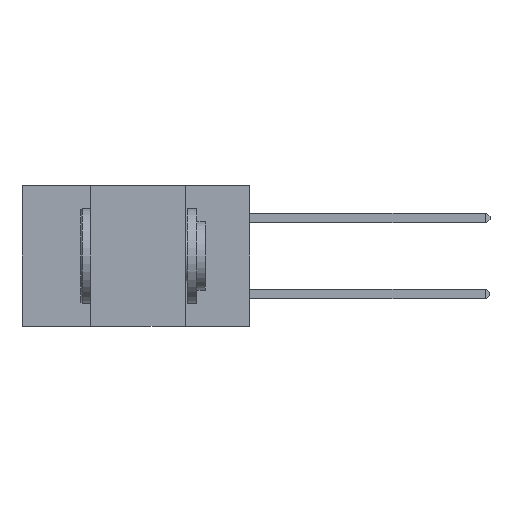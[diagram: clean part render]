
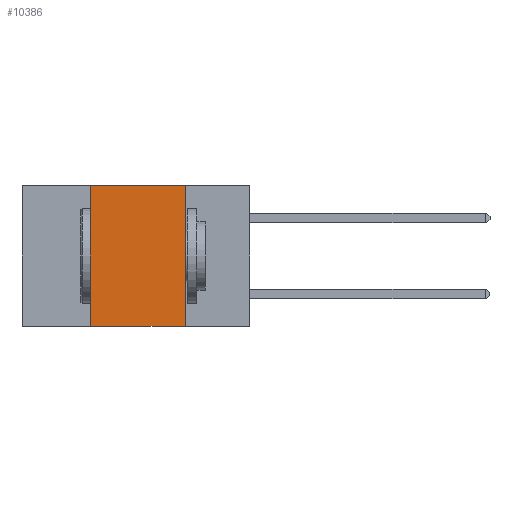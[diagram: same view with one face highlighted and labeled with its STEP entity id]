
A CAD part, left-side view. The second image highlights one B-rep face of the part: STEP entity #10386.
In plain terms, the highlighted planar face has unit normal (-1, 0, 0).
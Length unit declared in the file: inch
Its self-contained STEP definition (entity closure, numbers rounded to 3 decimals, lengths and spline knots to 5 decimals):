
#1221 = EDGE_CURVE ( 'NONE', #2644, #14824, #6523, .T. ) ;
#1339 = VERTEX_POINT ( 'NONE', #10073 ) ;
#2069 = EDGE_CURVE ( 'NONE', #2644, #1339, #8777, .T. ) ;
#2644 = VERTEX_POINT ( 'NONE', #4014 ) ;
#3100 = ORIENTED_EDGE ( 'NONE', *, *, #1221, .F. ) ;
#3530 = VECTOR ( 'NONE', #14336, 39.37008 ) ;
#4014 = CARTESIAN_POINT ( 'NONE',  ( 0., 0.42, -0.37 ) ) ;
#4384 = CARTESIAN_POINT ( 'NONE',  ( 0., 0.6, 0. ) ) ;
#4667 = AXIS2_PLACEMENT_3D ( 'NONE', #14234, #7158, #15439 ) ;
#4841 = CARTESIAN_POINT ( 'NONE',  ( 0., 0.17, 0. ) ) ;
#6165 = VECTOR ( 'NONE', #11653, 39.37008 ) ;
#6523 = LINE ( 'NONE', #11896, #6165 ) ;
#7102 = PLANE ( 'NONE',  #4667 ) ;
#7158 = DIRECTION ( 'NONE',  ( 1., 0., 0. ) ) ;
#7799 = VERTEX_POINT ( 'NONE', #11116 ) ;
#8589 = EDGE_LOOP ( 'NONE', ( #11051, #12730, #3100, #15566 ) ) ;
#8777 = LINE ( 'NONE', #9820, #15004 ) ;
#9415 = LINE ( 'NONE', #4384, #12186 ) ;
#9708 = DIRECTION ( 'NONE',  ( 0., -1., 0. ) ) ;
#9820 = CARTESIAN_POINT ( 'NONE',  ( 0., 0.6, -0.37 ) ) ;
#10073 = CARTESIAN_POINT ( 'NONE',  ( 0., 0.17, -0.37 ) ) ;
#10247 = LINE ( 'NONE', #4841, #3530 ) ;
#10386 = ADVANCED_FACE ( 'NONE', ( #13384 ), #7102, .F. ) ;
#10432 = EDGE_CURVE ( 'NONE', #7799, #1339, #10247, .T. ) ;
#11051 = ORIENTED_EDGE ( 'NONE', *, *, #10432, .F. ) ;
#11116 = CARTESIAN_POINT ( 'NONE',  ( 0., 0.17, 0. ) ) ;
#11653 = DIRECTION ( 'NONE',  ( 0., 0., 1. ) ) ;
#11896 = CARTESIAN_POINT ( 'NONE',  ( 0., 0.42, 0. ) ) ;
#12186 = VECTOR ( 'NONE', #13875, 39.37008 ) ;
#12730 = ORIENTED_EDGE ( 'NONE', *, *, #13691, .F. ) ;
#13384 = FACE_OUTER_BOUND ( 'NONE', #8589, .T. ) ;
#13691 = EDGE_CURVE ( 'NONE', #14824, #7799, #9415, .T. ) ;
#13875 = DIRECTION ( 'NONE',  ( 0., -1., 0. ) ) ;
#14234 = CARTESIAN_POINT ( 'NONE',  ( 0., 0.6, 0. ) ) ;
#14336 = DIRECTION ( 'NONE',  ( 0., 0., -1. ) ) ;
#14824 = VERTEX_POINT ( 'NONE', #15249 ) ;
#15004 = VECTOR ( 'NONE', #9708, 39.37008 ) ;
#15249 = CARTESIAN_POINT ( 'NONE',  ( 0., 0.42, 0. ) ) ;
#15439 = DIRECTION ( 'NONE',  ( 0., 0., -1. ) ) ;
#15566 = ORIENTED_EDGE ( 'NONE', *, *, #2069, .T. ) ;
